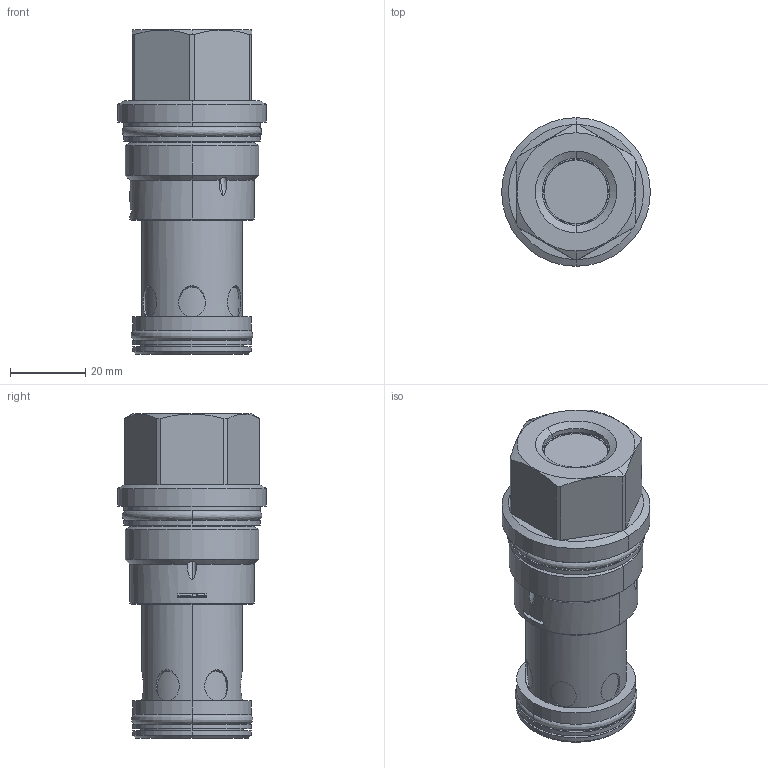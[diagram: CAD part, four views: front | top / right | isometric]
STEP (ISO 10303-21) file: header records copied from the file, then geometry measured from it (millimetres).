
FILE_DESCRIPTION((''),'2;1');
FILE_NAME('DFEA8DN_SW','2022-08-02T13:03:13',('SigMax'),(''),'CREO PARAMETRIC BY PTC INC, 2021072','CREO PARAMETRIC BY PTC INC, 2021072','');
FILE_SCHEMA(('AUTOMOTIVE_DESIGN { 1 0 10303 214 1 1 1 1 }'));
Length unit declared in the file: inch
Products named in the file (1): DFEA8DN_SW
Bounding box: 39.6 x 39.6 x 86.54 mm (x, y, z)
Volume: 68582 mm3; surface area: 17585.1 mm2
Topology: 2 solids, 3 shells, 181 faces, 425 edges, 263 vertices
Faces by surface type: cylinder 88, plane 38, cone 28, torus 21, revolution 6
Entity records: 7862 total; most frequent: CARTESIAN_POINT 2293, DIRECTION 904, ORIENTED_EDGE 850, EDGE_CURVE 425, AXIS2_PLACEMENT_3D 390, VERTEX_POINT 263, CIRCLE 215, EDGE_LOOP 202
